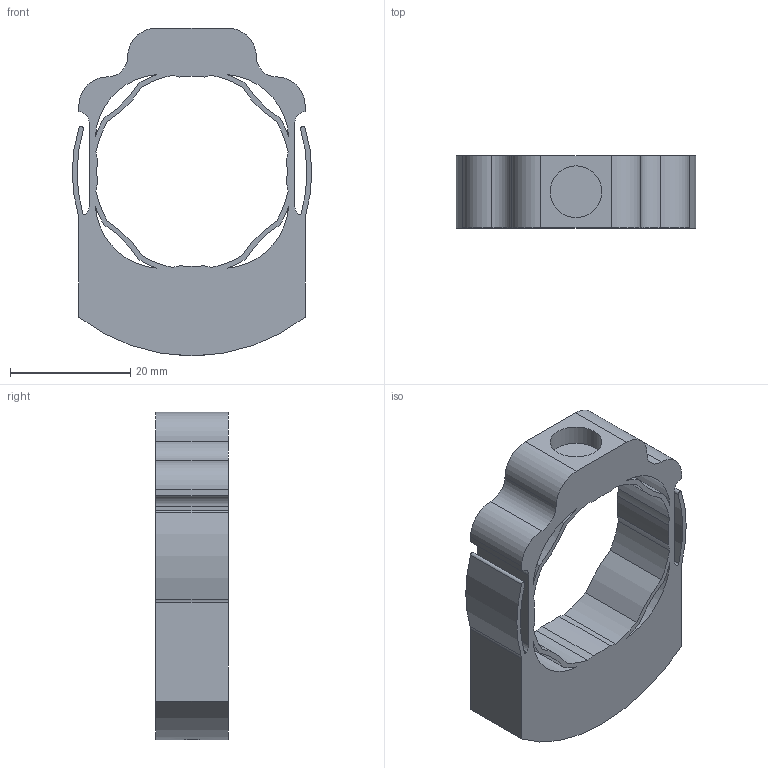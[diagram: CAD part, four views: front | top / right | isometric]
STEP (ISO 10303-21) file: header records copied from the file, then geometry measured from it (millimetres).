
FILE_DESCRIPTION(/* description */ (''),/* implementation_level */ '2;1');
FILE_NAME(/* name */ 'Lens Filter Slide v7.step',/* time_stamp */ '2023-11-25T12:57:47-05:00',/* author */ (''),/* organization */ (''),/* preprocessor_version */ 'ST-DEVELOPER v20',/* originating_system */ 'Autodesk Translation Framework v12.14.0.127',/* authorisation */ '');
FILE_SCHEMA (('AUTOMOTIVE_DESIGN { 1 0 10303 214 3 1 1 }'));
Length unit declared in the file: millimetre
Products named in the file (1): Lens Filter Slide
Bounding box: 39.8 x 12 x 54.46 mm (x, y, z)
Volume: 7951 mm3; surface area: 9442 mm2
Topology: 1 solids, 1 shells, 110 faces, 308 edges, 206 vertices
Faces by surface type: cylinder 89, plane 21
Full cylindrical faces by diameter (mm): 4.2 x1, 8.6 x1
Entity records: 3727 total; most frequent: DIRECTION 704, CARTESIAN_POINT 660, ORIENTED_EDGE 616, EDGE_CURVE 308, AXIS2_PLACEMENT_3D 288, VERTEX_POINT 206, CIRCLE 177, LINE 128
